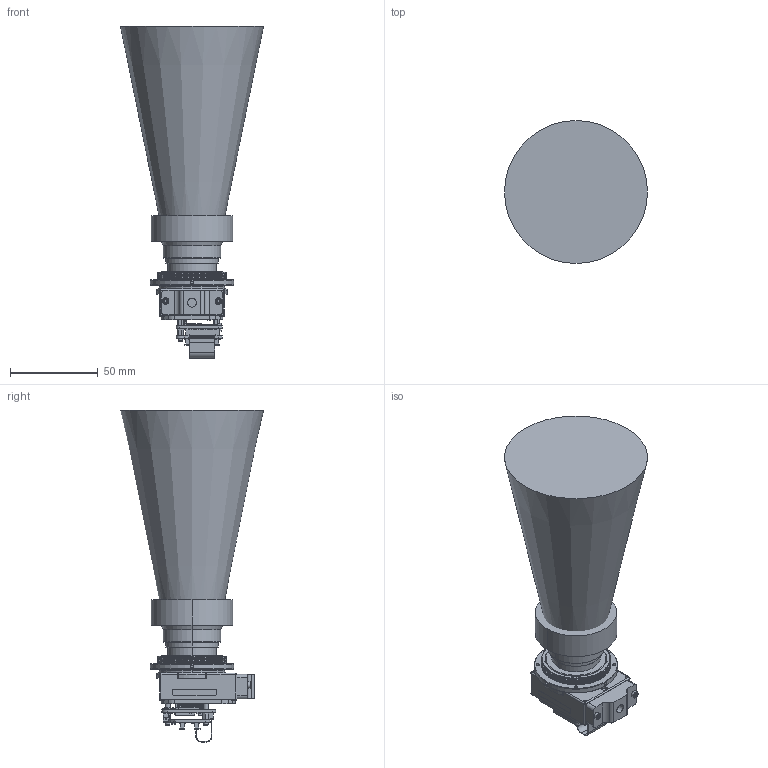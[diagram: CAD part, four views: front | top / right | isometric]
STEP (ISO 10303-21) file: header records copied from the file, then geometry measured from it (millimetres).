
FILE_DESCRIPTION (( 'STEP AP203' ), '1' );
FILE_NAME ('20-70101 Mechanical ICD, Viento HD10, 18deg HFOV, 40mm, MIPI.STEP', '2025-07-16T18:46:34', ( '' ), ( '' ), 'SwSTEP 2.0', 'SolidWorks 2025', '' );
FILE_SCHEMA (( 'CONFIG_CONTROL_DESIGN' ));
Length unit declared in the file: millimetre
Products named in the file (1): 20-70101 Mechanical ICD, Viento HD10, 18deg HFOV, 40mm, MIPI
Bounding box: 81.47 x 81.47 x 189.04 mm (x, y, z)
Volume: 388310.7 mm3; surface area: 66127.1 mm2
Topology: 15 solids, 19 shells, 3142 faces, 8584 edges, 5646 vertices
Faces by surface type: plane 2383, cylinder 499, cone 140, bspline 77, torus 31, sphere 12
Full cylindrical faces by diameter (mm): 0.203 x3, 0.432 x7, 0.508 x2, 0.6 x6, 0.75 x2, 0.864 x3, 1.112 x2, 1.2 x2, 1.524 x4, 1.6 x6, 1.727 x8, 1.9 x4, 2.4 x2, 2.438 x2, 3.8 x2, 5.105 x1, 47.498 x1
Entity records: 115579 total; most frequent: CARTESIAN_POINT 36375, ORIENTED_EDGE 16908, DIRECTION 15421, EDGE_CURVE 8454, LINE 6869, VECTOR 6869, VERTEX_POINT 5618, AXIS2_PLACEMENT_3D 4276
